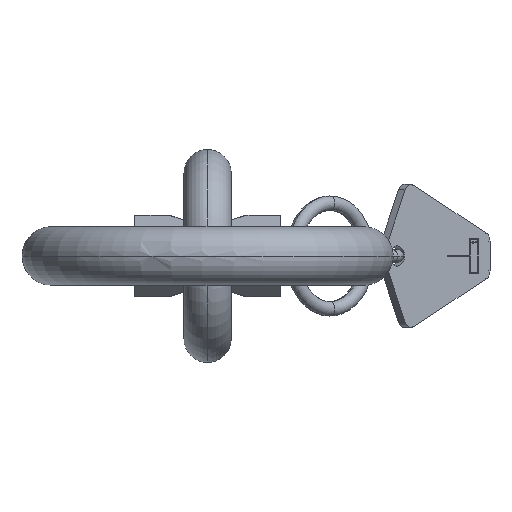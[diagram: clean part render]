
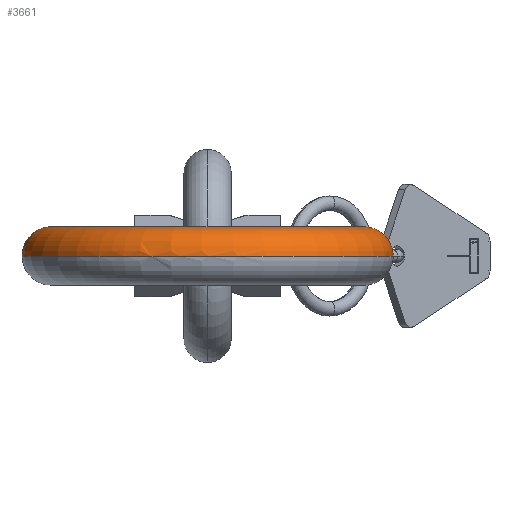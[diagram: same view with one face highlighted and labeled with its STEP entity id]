
A CAD part, left-side view. The second image highlights one B-rep face of the part: STEP entity #3661.
In plain terms, the highlighted toroidal (fillet/blend) face has major radius 86 mm and minor radius 16 mm.
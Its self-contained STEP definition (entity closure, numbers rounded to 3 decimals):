
#2=CARTESIAN_POINT('',(70.,70.,0.));
#3=CARTESIAN_POINT('',(67.964,70.,0.));
#4=CARTESIAN_POINT('',(63.891,69.822,0.));
#5=CARTESIAN_POINT('',(57.829,69.024,0.));
#6=CARTESIAN_POINT('',(51.86,67.701,0.));
#7=CARTESIAN_POINT('',(46.028,65.862,0.));
#8=CARTESIAN_POINT('',(40.379,63.522,0.));
#9=CARTESIAN_POINT('',(34.956,60.699,0.));
#10=CARTESIAN_POINT('',(29.799,57.413,0.));
#11=CARTESIAN_POINT('',(24.948,53.691,0.));
#12=CARTESIAN_POINT('',(20.44,49.56,0.));
#13=CARTESIAN_POINT('',(16.309,45.052,0.));
#14=CARTESIAN_POINT('',(12.587,40.201,0.));
#15=CARTESIAN_POINT('',(9.301,35.044,0.));
#16=CARTESIAN_POINT('',(6.478,29.621,0.));
#17=CARTESIAN_POINT('',(4.138,23.972,0.));
#18=CARTESIAN_POINT('',(2.299,18.14,0.));
#19=CARTESIAN_POINT('',(0.976,12.171,0.));
#20=CARTESIAN_POINT('',(0.178,6.109,0.));
#21=CARTESIAN_POINT('',(-0.089,0.,0.));
#22=CARTESIAN_POINT('',(0.178,-6.109,0.));
#23=CARTESIAN_POINT('',(0.976,-12.171,0.));
#24=CARTESIAN_POINT('',(2.299,-18.14,0.));
#25=CARTESIAN_POINT('',(4.138,-23.972,0.));
#26=CARTESIAN_POINT('',(6.478,-29.621,0.));
#27=CARTESIAN_POINT('',(9.301,-35.044,0.));
#28=CARTESIAN_POINT('',(12.587,-40.201,0.));
#29=CARTESIAN_POINT('',(16.309,-45.052,0.));
#30=CARTESIAN_POINT('',(20.44,-49.56,0.));
#31=CARTESIAN_POINT('',(24.948,-53.691,0.));
#32=CARTESIAN_POINT('',(29.799,-57.413,0.));
#33=CARTESIAN_POINT('',(34.956,-60.699,0.));
#34=CARTESIAN_POINT('',(40.379,-63.522,0.));
#35=CARTESIAN_POINT('',(46.028,-65.862,0.));
#36=CARTESIAN_POINT('',(51.86,-67.701,0.));
#37=CARTESIAN_POINT('',(57.829,-69.024,0.));
#38=CARTESIAN_POINT('',(63.891,-69.822,0.));
#39=CARTESIAN_POINT('',(67.964,-70.,0.));
#40=CARTESIAN_POINT('',(70.,-70.,0.));
#51=CARTESIAN_POINT('',(70.,86.,0.));
#52=DIRECTION('',(-1.,0.,0.));
#53=DIRECTION('',(0.,-1.,0.));
#54=AXIS2_PLACEMENT_3D('',#51,#52,#53);
#241=CARTESIAN_POINT('',(70.,-86.,0.));
#242=DIRECTION('',(1.,0.,0.));
#243=DIRECTION('',(0.,1.,0.));
#244=AXIS2_PLACEMENT_3D('',#241,#242,#243);
#259=CARTESIAN_POINT('',(70.,102.,0.));
#260=CARTESIAN_POINT('',(67.33,102.,0.));
#261=CARTESIAN_POINT('',(61.989,101.79,0.));
#262=CARTESIAN_POINT('',(54.027,100.848,0.));
#263=CARTESIAN_POINT('',(46.164,99.284,0.));
#264=CARTESIAN_POINT('',(38.448,97.108,0.));
#265=CARTESIAN_POINT('',(30.926,94.333,0.));
#266=CARTESIAN_POINT('',(23.645,90.976,0.));
#267=CARTESIAN_POINT('',(16.65,87.059,0.));
#268=CARTESIAN_POINT('',(9.984,82.605,0.));
#269=CARTESIAN_POINT('',(3.688,77.641,0.));
#270=CARTESIAN_POINT('',(-2.199,72.199,0.));
#271=CARTESIAN_POINT('',(-7.641,66.312,0.));
#272=CARTESIAN_POINT('',(-12.605,60.016,0.));
#273=CARTESIAN_POINT('',(-17.059,53.35,0.));
#274=CARTESIAN_POINT('',(-20.976,46.355,0.));
#275=CARTESIAN_POINT('',(-24.333,39.074,0.));
#276=CARTESIAN_POINT('',(-27.108,31.552,0.));
#277=CARTESIAN_POINT('',(-29.284,23.836,0.));
#278=CARTESIAN_POINT('',(-30.848,15.973,0.));
#279=CARTESIAN_POINT('',(-31.79,8.011,0.));
#280=CARTESIAN_POINT('',(-32.105,0.,0.));
#281=CARTESIAN_POINT('',(-31.79,-8.011,0.));
#282=CARTESIAN_POINT('',(-30.848,-15.973,0.));
#283=CARTESIAN_POINT('',(-29.284,-23.836,0.));
#284=CARTESIAN_POINT('',(-27.108,-31.552,0.));
#285=CARTESIAN_POINT('',(-24.333,-39.074,0.));
#286=CARTESIAN_POINT('',(-20.976,-46.355,0.));
#287=CARTESIAN_POINT('',(-17.059,-53.35,0.));
#288=CARTESIAN_POINT('',(-12.605,-60.016,0.));
#289=CARTESIAN_POINT('',(-7.641,-66.312,0.));
#290=CARTESIAN_POINT('',(-2.199,-72.199,0.));
#291=CARTESIAN_POINT('',(3.688,-77.641,0.));
#292=CARTESIAN_POINT('',(9.984,-82.605,0.));
#293=CARTESIAN_POINT('',(16.65,-87.059,0.));
#294=CARTESIAN_POINT('',(23.645,-90.976,0.));
#295=CARTESIAN_POINT('',(30.926,-94.333,0.));
#296=CARTESIAN_POINT('',(38.448,-97.108,0.));
#297=CARTESIAN_POINT('',(46.164,-99.284,0.));
#298=CARTESIAN_POINT('',(54.027,-100.848,0.));
#299=CARTESIAN_POINT('',(61.989,-101.79,0.));
#300=CARTESIAN_POINT('',(67.33,-102.,0.));
#301=CARTESIAN_POINT('',(70.,-102.,0.));
#2938=CARTESIAN_POINT('',(70.,70.,0.));
#2939=CARTESIAN_POINT('',(70.,102.,0.));
#2940=VERTEX_POINT('',#2938);
#2941=VERTEX_POINT('',#2939);
#2942=CARTESIAN_POINT('',(70.,-70.,0.));
#2943=CARTESIAN_POINT('',(70.,-102.,0.));
#2944=VERTEX_POINT('',#2942);
#2945=VERTEX_POINT('',#2943);
#3646=CARTESIAN_POINT('',(70.,0.,0.));
#3647=DIRECTION('',(0.,0.,1.));
#3648=DIRECTION('',(0.,-1.,0.));
#3649=AXIS2_PLACEMENT_3D('',#3646,#3647,#3648);
#3650=TOROIDAL_SURFACE('',#3649,86.,16.);
#3652=ORIENTED_EDGE('',*,*,#3651,.F.);
#3654=ORIENTED_EDGE('',*,*,#3653,.T.);
#3656=ORIENTED_EDGE('',*,*,#3655,.T.);
#3658=ORIENTED_EDGE('',*,*,#3657,.F.);
#3659=EDGE_LOOP('',(#3652,#3654,#3656,#3658));
#3660=FACE_OUTER_BOUND('',#3659,.F.);
#3661=ADVANCED_FACE('',(#3660),#3650,.T.);
#41=B_SPLINE_CURVE_WITH_KNOTS('',3,(#2,#3,#4,#5,#6,#7,#8,#9,#10,#11,#12,#13,#14,
#15,#16,#17,#18,#19,#20,#21,#22,#23,#24,#25,#26,#27,#28,#29,#30,#31,#32,#33,#34,
#35,#36,#37,#38,#39,#40),.UNSPECIFIED.,.F.,.F.,(4,1,1,1,1,1,1,1,1,1,1,1,1,1,1,1,
1,1,1,1,1,1,1,1,1,1,1,1,1,1,1,1,1,1,1,1,4),(0.,0.028,
0.056,0.083,0.111,0.139,
0.167,0.194,0.222,0.25,0.278,
0.306,0.333,0.361,0.389,
0.417,0.444,0.472,0.5,0.528,
0.556,0.583,0.611,0.639,
0.667,0.694,0.722,0.75,0.778,
0.806,0.833,0.861,0.889,
0.917,0.944,0.972,1.),.UNSPECIFIED.);
#55=CIRCLE('',#54,16.);
#245=CIRCLE('',#244,16.);
#302=B_SPLINE_CURVE_WITH_KNOTS('',3,(#259,#260,#261,#262,#263,#264,#265,#266,
#267,#268,#269,#270,#271,#272,#273,#274,#275,#276,#277,#278,#279,#280,#281,#282,
#283,#284,#285,#286,#287,#288,#289,#290,#291,#292,#293,#294,#295,#296,#297,#298,
#299,#300,#301),.UNSPECIFIED.,.F.,.F.,(4,1,1,1,1,1,1,1,1,1,1,1,1,1,1,1,1,1,1,1,
1,1,1,1,1,1,1,1,1,1,1,1,1,1,1,1,1,1,1,1,4),(0.,0.025,0.05,0.075,0.1,
0.125,0.15,0.175,0.2,0.225,0.25,0.275,0.3,0.325,0.35,
0.375,0.4,0.425,0.45,0.475,0.5,0.525,0.55,0.575,0.6,0.625,
0.65,0.675,0.7,0.725,0.75,0.775,0.8,0.825,0.85,0.875,0.9,
0.925,0.95,0.975,1.),.UNSPECIFIED.);
#3651=EDGE_CURVE('',#2940,#2941,#55,.T.);
#3653=EDGE_CURVE('',#2940,#2944,#41,.T.);
#3655=EDGE_CURVE('',#2944,#2945,#245,.T.);
#3657=EDGE_CURVE('',#2941,#2945,#302,.T.);
